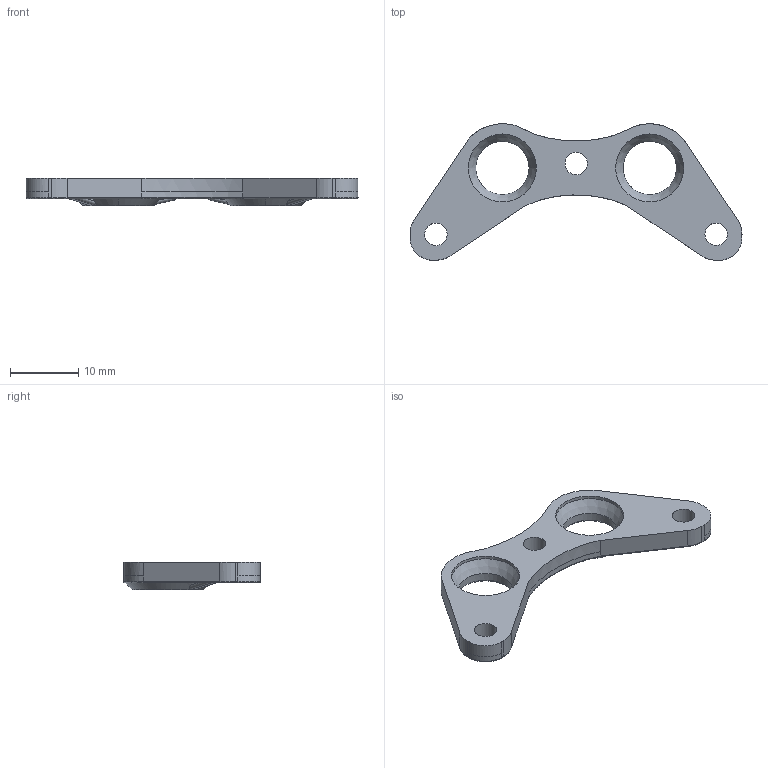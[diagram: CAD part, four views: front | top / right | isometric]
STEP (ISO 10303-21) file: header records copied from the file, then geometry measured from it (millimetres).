
FILE_DESCRIPTION (( 'STEP AP214' ), '1' );
FILE_NAME ('1037-A2P-A.STEP', '2013-05-15T14:39:52', ( '3DAssist' ), ( '' ), 'SwSTEP 2.0', 'SolidWorks 2013', '' );
FILE_SCHEMA (( 'AUTOMOTIVE_DESIGN' ));
Length unit declared in the file: millimetre
Products named in the file (1): 1037-A2P-A
Bounding box: 48.81 x 20.07 x 4 mm (x, y, z)
Volume: 1325.8 mm3; surface area: 1516.6 mm2
Topology: 1 solids, 1 shells, 90 faces, 236 edges, 150 vertices
Faces by surface type: bspline 35, cylinder 27, plane 26, cone 2
Full cylindrical faces by diameter (mm): 7.85 x2, 10 x2
Entity records: 3929 total; most frequent: CARTESIAN_POINT 2079, ORIENTED_EDGE 444, DIRECTION 248, EDGE_CURVE 222, VERTEX_POINT 146, EDGE_LOOP 112, FACE_OUTER_BOUND 98, ADVANCED_FACE 90
